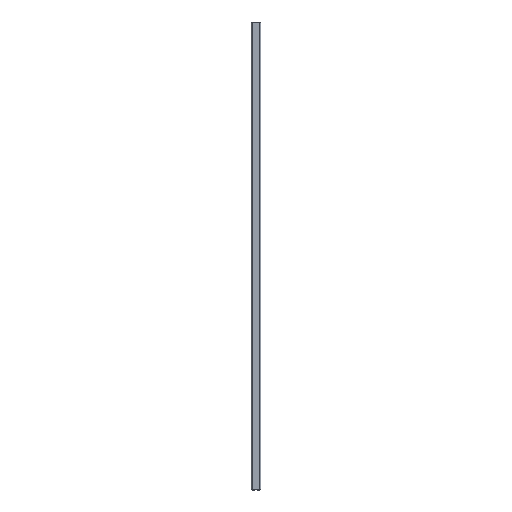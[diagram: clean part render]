
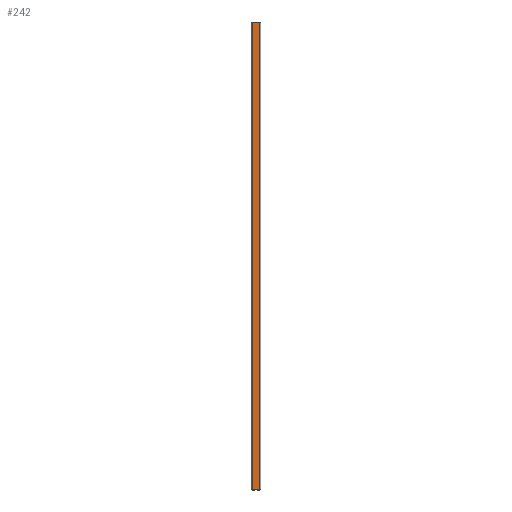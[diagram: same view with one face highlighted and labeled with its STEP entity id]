
A CAD part, top view. The second image highlights one B-rep face of the part: STEP entity #242.
In plain terms, the highlighted planar face has unit normal (0, 0, 1).
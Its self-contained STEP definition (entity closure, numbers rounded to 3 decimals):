
#242=ADVANCED_FACE('',(#482),#483,.F.);
#482=FACE_OUTER_BOUND('',#778,.T.);
#483=PLANE('',#779);
#778=EDGE_LOOP('',(#1795,#1796,#1797,#1798));
#779=AXIS2_PLACEMENT_3D('',#1799,#1800,#1801);
#1795=ORIENTED_EDGE('',*,*,#2462,.F.);
#1796=ORIENTED_EDGE('',*,*,#2569,.F.);
#1797=ORIENTED_EDGE('',*,*,#2360,.F.);
#1798=ORIENTED_EDGE('',*,*,#2570,.T.);
#1799=CARTESIAN_POINT('',(0.,50500.0,10.0));
#1800=DIRECTION('',(0.,0.,-1.0));
#1801=DIRECTION('',(-1.0,0.,0.));
#2360=EDGE_CURVE('',#2921,#2923,#2924,.T.);
#2462=EDGE_CURVE('',#3124,#3126,#3127,.T.);
#2569=EDGE_CURVE('',#2923,#3124,#3289,.T.);
#2570=EDGE_CURVE('',#2921,#3126,#3290,.T.);
#2921=VERTEX_POINT('',#3742);
#2923=VERTEX_POINT('',#3744);
#2924=LINE('',#3745,#3746);
#3124=VERTEX_POINT('',#3996);
#3126=VERTEX_POINT('',#3998);
#3127=LINE('',#3999,#4000);
#3289=LINE('',#4240,#4241);
#3290=LINE('',#4242,#4243);
#3742=CARTESIAN_POINT('',(-8.5,1000.0,10.0));
#3744=CARTESIAN_POINT('',(8.5,1000.0,10.0));
#3745=CARTESIAN_POINT('',(0.,1000.0,10.0));
#3746=VECTOR('',#4650,1.0);
#3996=CARTESIAN_POINT('',(8.5,0.0,10.0));
#3998=CARTESIAN_POINT('',(-8.5,0.0,10.0));
#3999=CARTESIAN_POINT('',(0.,0.0,10.0));
#4000=VECTOR('',#4854,1.0);
#4240=CARTESIAN_POINT('',(8.5,50500.0,10.0));
#4241=VECTOR('',#5017,1.0);
#4242=CARTESIAN_POINT('',(-8.5,50500.0,10.0));
#4243=VECTOR('',#5018,1.0);
#4650=DIRECTION('',(1.0,0.,0.));
#4854=DIRECTION('',(-1.0,0.,0.));
#5017=DIRECTION('',(0.,-1.0,0.0));
#5018=DIRECTION('',(0.,-1.0,0.0));
